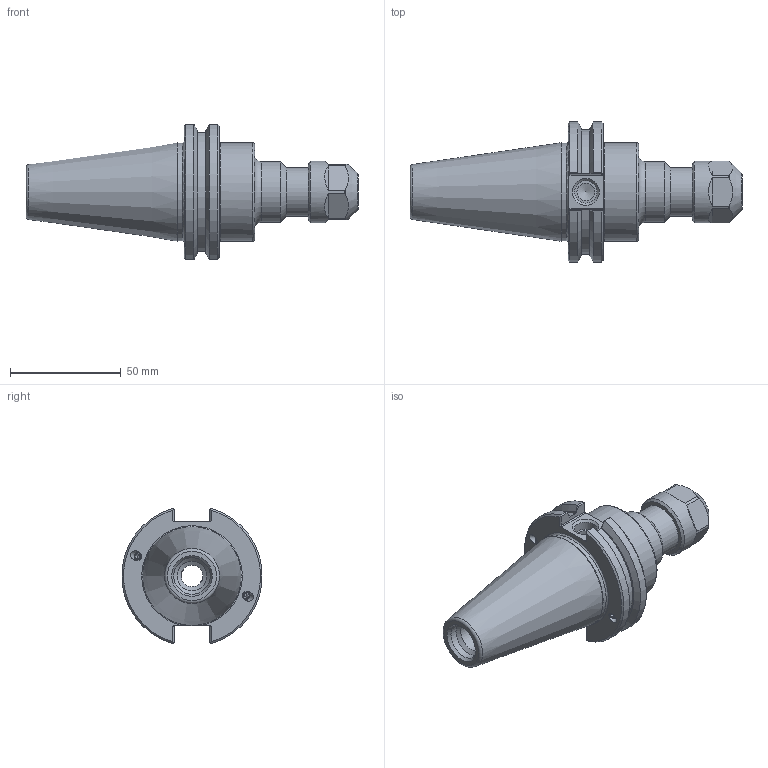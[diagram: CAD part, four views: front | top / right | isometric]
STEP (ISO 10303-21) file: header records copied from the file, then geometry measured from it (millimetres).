
FILE_DESCRIPTION(/* description */ ('ER COLLET CHUCK W/ ADB CLNT'),/* implementation_level */ '2;1');
FILE_NAME(/* name */ 'C40BC-16ERC322.stp',/* time_stamp */ '2017-02-13T13:28:03-05:00',/* author */ ('davhar'),/* organization */ (''),/* preprocessor_version */ 'ST-DEVELOPER v16.1',/* originating_system */ 'Autodesk Inventor 2016',/* authorisation */ '');
FILE_SCHEMA (('AUTOMOTIVE_DESIGN { 1 0 10303 214 3 1 1 }'));
Length unit declared in the file: inch
Products named in the file (4): C40BCB-16ER3-1; 16ERHCN; 029-965; C40BC-16ERC322
Assembly tree (6 placements, depth 2):
  C40BC-16ERC322
    C40BCB-16ER3-1
    16ERHCN
    029-965  x4
Bounding box: 150.04 x 63.26 x 61.11 mm (x, y, z)
Volume: 142453.6 mm3; surface area: 30890.8 mm2
Topology: 6 solids, 6 shells, 210 faces, 505 edges, 325 vertices
Faces by surface type: plane 93, cylinder 54, cone 39, torus 12, bspline 8, sphere 4
Full cylindrical faces by diameter (mm): 3.3 x4, 4 x8, 4.1 x4, 4.2 x4, 8 x1, 9.728 x1, 10.135 x1, 11.176 x1, 11.5 x1, 13.386 x1, 16.459 x1, 16.8 x1, 20.5 x1, 22 x1, 23 x1, 27.432 x1, 28 x1, 43.942 x1, 44.45 x1
Entity records: 5742 total; most frequent: CARTESIAN_POINT 2104, DIRECTION 714, ORIENTED_EDGE 674, EDGE_CURVE 337, AXIS2_PLACEMENT_3D 297, VERTEX_POINT 243, EDGE_LOOP 236, FACE_OUTER_BOUND 162
